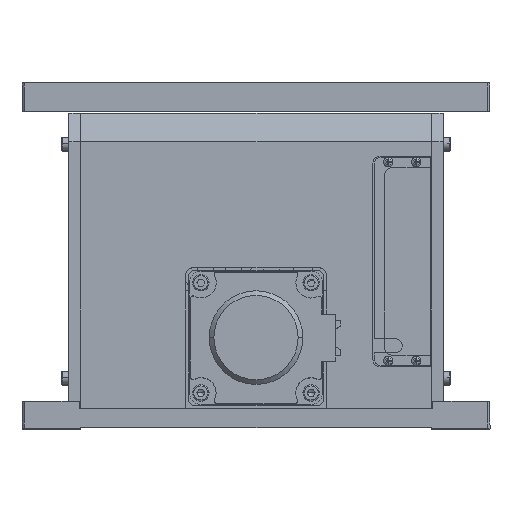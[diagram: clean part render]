
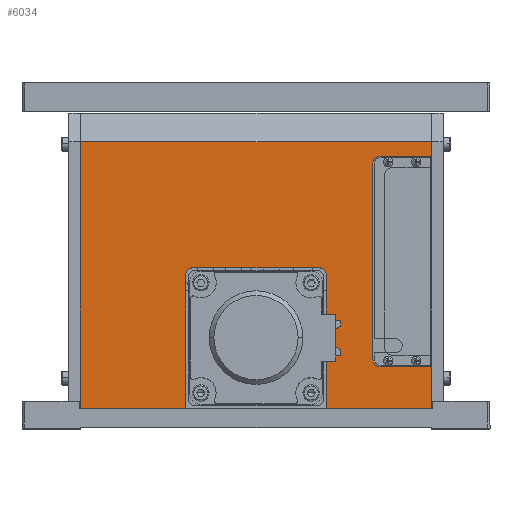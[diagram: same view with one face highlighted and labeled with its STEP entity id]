
A CAD part, top view. The second image highlights one B-rep face of the part: STEP entity #6034.
In plain terms, the highlighted planar face has unit normal (0, 0, 1).
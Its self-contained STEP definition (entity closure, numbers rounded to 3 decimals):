
#174 = EDGE_CURVE ( 'NONE', #33972, #26312, #24218, .T. ) ;
#668 = EDGE_CURVE ( 'NONE', #26312, #12188, #44883, .T. ) ;
#1525 = LINE ( 'NONE', #23982, #19330 ) ;
#2432 = VECTOR ( 'NONE', #27787, 1000. ) ;
#2536 = EDGE_CURVE ( 'NONE', #14661, #7191, #18366, .T. ) ;
#3601 = DIRECTION ( 'NONE',  ( 1., 0., 0. ) ) ;
#3924 = CARTESIAN_POINT ( 'NONE',  ( 75., 116.25, 205. ) ) ;
#4019 = CARTESIAN_POINT ( 'NONE',  ( -75., 8.5, 205. ) ) ;
#4526 = CARTESIAN_POINT ( 'NONE',  ( 53., 113.25, 205. ) ) ;
#4870 = CARTESIAN_POINT ( 'NONE',  ( -75., 8.5, 205. ) ) ;
#5382 = LINE ( 'NONE', #28624, #40027 ) ;
#5383 = DIRECTION ( 'NONE',  ( 0., 0., 1. ) ) ;
#5676 = CARTESIAN_POINT ( 'NONE',  ( 75., 8.5, 205. ) ) ;
#6034 = ADVANCED_FACE ( 'NONE', ( #46324 ), #29114, .T. ) ;
#6117 = DIRECTION ( 'NONE',  ( 0., 0., -1. ) ) ;
#6917 = DIRECTION ( 'NONE',  ( 1., 0., 0. ) ) ;
#7191 = VERTEX_POINT ( 'NONE', #10734 ) ;
#7415 = DIRECTION ( 'NONE',  ( 1., 0., 0. ) ) ;
#8241 = DIRECTION ( 'NONE',  ( 1., 0., 0. ) ) ;
#8399 = EDGE_CURVE ( 'NONE', #44930, #33757, #5382, .T. ) ;
#8974 = VERTEX_POINT ( 'NONE', #17537 ) ;
#9330 = ORIENTED_EDGE ( 'NONE', *, *, #12050, .T. ) ;
#9648 = ORIENTED_EDGE ( 'NONE', *, *, #32089, .F. ) ;
#9957 = AXIS2_PLACEMENT_3D ( 'NONE', #34812, #6117, #27207 ) ;
#9981 = ORIENTED_EDGE ( 'NONE', *, *, #8399, .T. ) ;
#10734 = CARTESIAN_POINT ( 'NONE',  ( 50., 29.25, 205. ) ) ;
#11875 = LINE ( 'NONE', #17890, #45979 ) ;
#12028 = VECTOR ( 'NONE', #41227, 1000. ) ;
#12050 = EDGE_CURVE ( 'NONE', #35974, #31848, #39867, .T. ) ;
#12188 = VERTEX_POINT ( 'NONE', #34211 ) ;
#12221 = CARTESIAN_POINT ( 'NONE',  ( 50., 116.25, 205. ) ) ;
#12616 = CARTESIAN_POINT ( 'NONE',  ( 75., 116.25, 205. ) ) ;
#13976 = AXIS2_PLACEMENT_3D ( 'NONE', #39169, #24500, #3601 ) ;
#14001 = ORIENTED_EDGE ( 'NONE', *, *, #20684, .F. ) ;
#14661 = VERTEX_POINT ( 'NONE', #15425 ) ;
#14717 = EDGE_LOOP ( 'NONE', ( #14001, #34546, #45883, #43196, #22358, #9981, #31356, #9648, #19240, #30033, #42847, #34823, #9330, #28185, #38703, #36467 ) ) ;
#15425 = CARTESIAN_POINT ( 'NONE',  ( 50., 113.25, 205. ) ) ;
#15740 = CARTESIAN_POINT ( 'NONE',  ( 75., 26.25, 205. ) ) ;
#15784 = DIRECTION ( 'NONE',  ( 0., -1., 0. ) ) ;
#16052 = CIRCLE ( 'NONE', #30119, 3. ) ;
#16585 = EDGE_CURVE ( 'NONE', #44930, #39742, #1525, .T. ) ;
#17537 = CARTESIAN_POINT ( 'NONE',  ( -30., 65.5, 205. ) ) ;
#17890 = CARTESIAN_POINT ( 'NONE',  ( -30., 8.5, 205. ) ) ;
#18366 = LINE ( 'NONE', #12221, #22895 ) ;
#19240 = ORIENTED_EDGE ( 'NONE', *, *, #30928, .T. ) ;
#19330 = VECTOR ( 'NONE', #20204, 1000. ) ;
#19554 = EDGE_CURVE ( 'NONE', #33757, #29514, #22052, .T. ) ;
#20000 = CARTESIAN_POINT ( 'NONE',  ( -27., 65.5, 205. ) ) ;
#20054 = VECTOR ( 'NONE', #37565, 1000. ) ;
#20204 = DIRECTION ( 'NONE',  ( 0., 1., 0. ) ) ;
#20670 = DIRECTION ( 'NONE',  ( 0., -1., 0. ) ) ;
#20684 = EDGE_CURVE ( 'NONE', #8974, #12188, #11875, .T. ) ;
#21254 = CARTESIAN_POINT ( 'NONE',  ( -75., 122.5, 205. ) ) ;
#21291 = CIRCLE ( 'NONE', #13976, 3. ) ;
#21625 = CARTESIAN_POINT ( 'NONE',  ( 75., 134.5, 205. ) ) ;
#21677 = DIRECTION ( 'NONE',  ( -1., 0., 0. ) ) ;
#21835 = CARTESIAN_POINT ( 'NONE',  ( -75., 122.5, 205. ) ) ;
#21970 = VECTOR ( 'NONE', #32383, 1000. ) ;
#22052 = LINE ( 'NONE', #38714, #12028 ) ;
#22358 = ORIENTED_EDGE ( 'NONE', *, *, #16585, .F. ) ;
#22895 = VECTOR ( 'NONE', #15784, 1000. ) ;
#22969 = LINE ( 'NONE', #21835, #40854 ) ;
#23086 = VECTOR ( 'NONE', #20670, 1000. ) ;
#23982 = CARTESIAN_POINT ( 'NONE',  ( 30., 8.5, 205. ) ) ;
#24218 = LINE ( 'NONE', #24784, #23086 ) ;
#24376 = CARTESIAN_POINT ( 'NONE',  ( -27., 68.5, 205. ) ) ;
#24500 = DIRECTION ( 'NONE',  ( 0., 0., 1. ) ) ;
#24719 = EDGE_CURVE ( 'NONE', #37800, #33166, #29746, .T. ) ;
#24784 = CARTESIAN_POINT ( 'NONE',  ( -75., 134.5, 205. ) ) ;
#26312 = VERTEX_POINT ( 'NONE', #4870 ) ;
#26677 = EDGE_CURVE ( 'NONE', #39742, #37800, #21291, .T. ) ;
#26822 = VERTEX_POINT ( 'NONE', #36014 ) ;
#27207 = DIRECTION ( 'NONE',  ( 1., 0., 0. ) ) ;
#27787 = DIRECTION ( 'NONE',  ( -1., 0., 0. ) ) ;
#28185 = ORIENTED_EDGE ( 'NONE', *, *, #44424, .T. ) ;
#28624 = CARTESIAN_POINT ( 'NONE',  ( -75., 8.5, 205. ) ) ;
#28957 = DIRECTION ( 'NONE',  ( 0., 0., 1. ) ) ;
#29114 = PLANE ( 'NONE',  #31695 ) ;
#29514 = VERTEX_POINT ( 'NONE', #43112 ) ;
#29677 = CARTESIAN_POINT ( 'NONE',  ( 27., 68.5, 205. ) ) ;
#29746 = LINE ( 'NONE', #24376, #2432 ) ;
#29772 = AXIS2_PLACEMENT_3D ( 'NONE', #20000, #5383, #41623 ) ;
#30033 = ORIENTED_EDGE ( 'NONE', *, *, #2536, .F. ) ;
#30119 = AXIS2_PLACEMENT_3D ( 'NONE', #4526, #32896, #39659 ) ;
#30840 = VERTEX_POINT ( 'NONE', #37032 ) ;
#30928 = EDGE_CURVE ( 'NONE', #30840, #7191, #32617, .T. ) ;
#31356 = ORIENTED_EDGE ( 'NONE', *, *, #19554, .T. ) ;
#31695 = AXIS2_PLACEMENT_3D ( 'NONE', #4019, #28957, #7415 ) ;
#31848 = VERTEX_POINT ( 'NONE', #35912 ) ;
#31931 = CARTESIAN_POINT ( 'NONE',  ( 30., 8.5, 205. ) ) ;
#32089 = EDGE_CURVE ( 'NONE', #30840, #29514, #44423, .T. ) ;
#32383 = DIRECTION ( 'NONE',  ( 0., 1., 0. ) ) ;
#32617 = CIRCLE ( 'NONE', #9957, 3. ) ;
#32896 = DIRECTION ( 'NONE',  ( 0., 0., -1. ) ) ;
#33166 = VERTEX_POINT ( 'NONE', #45281 ) ;
#33757 = VERTEX_POINT ( 'NONE', #5676 ) ;
#33972 = VERTEX_POINT ( 'NONE', #21254 ) ;
#34211 = CARTESIAN_POINT ( 'NONE',  ( -30., 8.5, 205. ) ) ;
#34546 = ORIENTED_EDGE ( 'NONE', *, *, #45250, .F. ) ;
#34812 = CARTESIAN_POINT ( 'NONE',  ( 53., 29.25, 205. ) ) ;
#34823 = ORIENTED_EDGE ( 'NONE', *, *, #46273, .F. ) ;
#35139 = CARTESIAN_POINT ( 'NONE',  ( -75., 8.5, 205. ) ) ;
#35879 = VECTOR ( 'NONE', #43003, 1000. ) ;
#35912 = CARTESIAN_POINT ( 'NONE',  ( 75., 122.5, 205. ) ) ;
#35974 = VERTEX_POINT ( 'NONE', #3924 ) ;
#36014 = CARTESIAN_POINT ( 'NONE',  ( 53., 116.25, 205. ) ) ;
#36116 = EDGE_CURVE ( 'NONE', #14661, #26822, #16052, .T. ) ;
#36156 = DIRECTION ( 'NONE',  ( 0., -1., 0. ) ) ;
#36467 = ORIENTED_EDGE ( 'NONE', *, *, #668, .T. ) ;
#37032 = CARTESIAN_POINT ( 'NONE',  ( 53., 26.25, 205. ) ) ;
#37565 = DIRECTION ( 'NONE',  ( -1., 0., 0. ) ) ;
#37720 = VECTOR ( 'NONE', #8241, 1000. ) ;
#37800 = VERTEX_POINT ( 'NONE', #29677 ) ;
#38703 = ORIENTED_EDGE ( 'NONE', *, *, #174, .T. ) ;
#38714 = CARTESIAN_POINT ( 'NONE',  ( 75., 134.5, 205. ) ) ;
#39169 = CARTESIAN_POINT ( 'NONE',  ( 27., 65.5, 205. ) ) ;
#39659 = DIRECTION ( 'NONE',  ( 1., 0., 0. ) ) ;
#39742 = VERTEX_POINT ( 'NONE', #42362 ) ;
#39867 = LINE ( 'NONE', #21625, #21970 ) ;
#40027 = VECTOR ( 'NONE', #6917, 1000. ) ;
#40854 = VECTOR ( 'NONE', #21677, 1000. ) ;
#41227 = DIRECTION ( 'NONE',  ( 0., 1., 0. ) ) ;
#41623 = DIRECTION ( 'NONE',  ( -1., 0., 0. ) ) ;
#42362 = CARTESIAN_POINT ( 'NONE',  ( 30., 65.5, 205. ) ) ;
#42847 = ORIENTED_EDGE ( 'NONE', *, *, #36116, .T. ) ;
#43003 = DIRECTION ( 'NONE',  ( 1., 0., 0. ) ) ;
#43112 = CARTESIAN_POINT ( 'NONE',  ( 75., 26.25, 205. ) ) ;
#43196 = ORIENTED_EDGE ( 'NONE', *, *, #26677, .F. ) ;
#43564 = CIRCLE ( 'NONE', #29772, 3. ) ;
#44423 = LINE ( 'NONE', #15740, #37720 ) ;
#44424 = EDGE_CURVE ( 'NONE', #31848, #33972, #22969, .T. ) ;
#44883 = LINE ( 'NONE', #35139, #35879 ) ;
#44930 = VERTEX_POINT ( 'NONE', #31931 ) ;
#45236 = LINE ( 'NONE', #12616, #20054 ) ;
#45250 = EDGE_CURVE ( 'NONE', #33166, #8974, #43564, .T. ) ;
#45281 = CARTESIAN_POINT ( 'NONE',  ( -27., 68.5, 205. ) ) ;
#45883 = ORIENTED_EDGE ( 'NONE', *, *, #24719, .F. ) ;
#45979 = VECTOR ( 'NONE', #36156, 1000. ) ;
#46273 = EDGE_CURVE ( 'NONE', #35974, #26822, #45236, .T. ) ;
#46324 = FACE_OUTER_BOUND ( 'NONE', #14717, .T. ) ;
